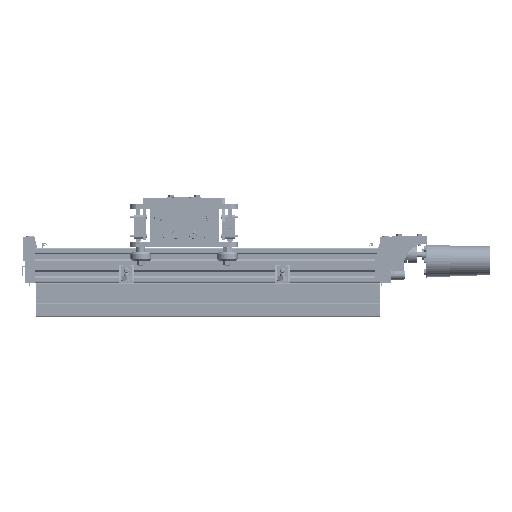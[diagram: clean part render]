
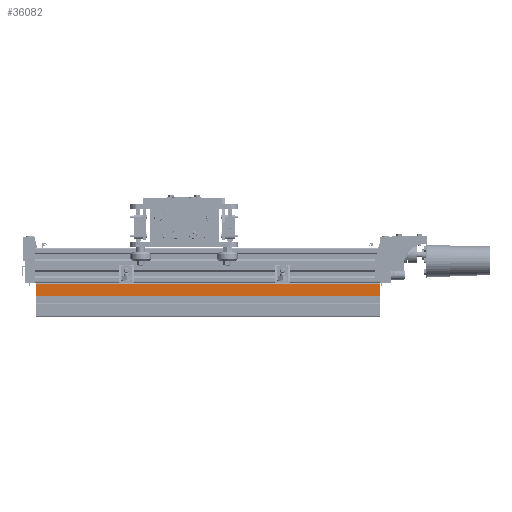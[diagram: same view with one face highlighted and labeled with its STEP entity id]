
A CAD part, left-side view. The second image highlights one B-rep face of the part: STEP entity #36082.
In plain terms, the highlighted face is planar.
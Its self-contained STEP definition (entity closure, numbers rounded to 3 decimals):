
#2029=PLANE('',#38817);
#3390=FACE_OUTER_BOUND('',#5312,.T.);
#5312=EDGE_LOOP('',(#25611,#25612,#25613,#25614));
#7672=LINE('',#53487,#11194);
#7673=LINE('',#53490,#11195);
#7674=LINE('',#53492,#11196);
#7675=LINE('',#53493,#11197);
#11194=VECTOR('',#42855,10.);
#11195=VECTOR('',#42858,10.);
#11196=VECTOR('',#42859,10.);
#11197=VECTOR('',#42860,10.);
#16286=VERTEX_POINT('',#53483);
#16287=VERTEX_POINT('',#53485);
#16288=VERTEX_POINT('',#53489);
#16289=VERTEX_POINT('',#53491);
#20035=EDGE_CURVE('',#16286,#16287,#7672,.T.);
#20036=EDGE_CURVE('',#16286,#16288,#7673,.T.);
#20037=EDGE_CURVE('',#16289,#16287,#7674,.T.);
#20038=EDGE_CURVE('',#16288,#16289,#7675,.T.);
#25611=ORIENTED_EDGE('',*,*,#20036,.F.);
#25612=ORIENTED_EDGE('',*,*,#20035,.T.);
#25613=ORIENTED_EDGE('',*,*,#20037,.F.);
#25614=ORIENTED_EDGE('',*,*,#20038,.F.);
#36082=ADVANCED_FACE('',(#3390),#2029,.T.);
#38817=AXIS2_PLACEMENT_3D('',#53488,#42856,#42857);
#42855=DIRECTION('',(0.,0.,1.));
#42856=DIRECTION('center_axis',(1.,0.,0.));
#42857=DIRECTION('ref_axis',(0.,1.,0.));
#42858=DIRECTION('',(0.,-1.,0.));
#42859=DIRECTION('',(0.,1.,0.));
#42860=DIRECTION('',(0.,0.,1.));
#53483=CARTESIAN_POINT('',(40.,18.5,0.));
#53485=CARTESIAN_POINT('',(40.,18.5,400.));
#53487=CARTESIAN_POINT('',(40.,18.5,0.));
#53488=CARTESIAN_POINT('Origin',(40.,4.723,0.));
#53489=CARTESIAN_POINT('',(40.,4.723,0.));
#53490=CARTESIAN_POINT('',(40.,18.5,0.));
#53491=CARTESIAN_POINT('',(40.,4.723,400.));
#53492=CARTESIAN_POINT('',(40.,18.5,400.));
#53493=CARTESIAN_POINT('',(40.,4.723,0.));
